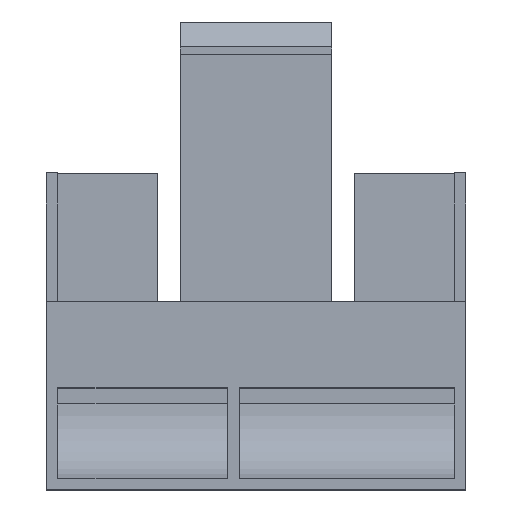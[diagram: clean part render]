
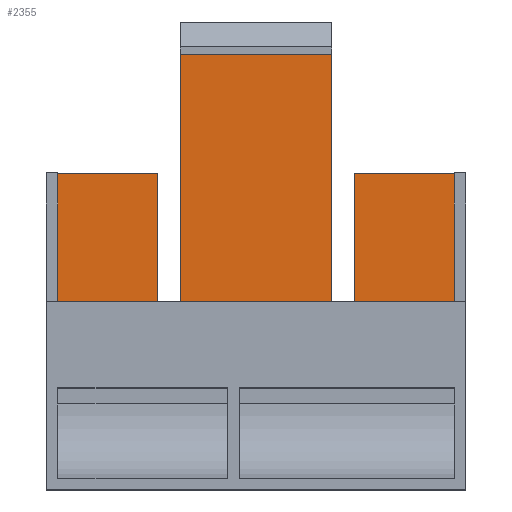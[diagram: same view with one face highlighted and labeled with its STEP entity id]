
A CAD part, top view. The second image highlights one B-rep face of the part: STEP entity #2355.
In plain terms, the highlighted planar face has unit normal (0, 0, 1).
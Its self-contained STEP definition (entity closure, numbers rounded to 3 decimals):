
#7 = DIRECTION ( 'NONE',  ( -1., 0., 0. ) ) ;
#12 = ORIENTED_EDGE ( 'NONE', *, *, #2029, .T. ) ;
#66 = CIRCLE ( 'NONE', #1717, 1.5 ) ;
#179 = DIRECTION ( 'NONE',  ( 1., 0., 0. ) ) ;
#185 = LINE ( 'NONE', #2836, #348 ) ;
#198 = DIRECTION ( 'NONE',  ( 0., -1., 0. ) ) ;
#207 = LINE ( 'NONE', #876, #1716 ) ;
#229 = CARTESIAN_POINT ( 'NONE',  ( -26.25, 0., -11.25 ) ) ;
#237 = EDGE_CURVE ( 'NONE', #346, #718, #66, .T. ) ;
#253 = EDGE_CURVE ( 'NONE', #2580, #2651, #2237, .T. ) ;
#260 = LINE ( 'NONE', #229, #2704 ) ;
#271 = VERTEX_POINT ( 'NONE', #2269 ) ;
#309 = AXIS2_PLACEMENT_3D ( 'NONE', #1436, #1174, #2080 ) ;
#346 = VERTEX_POINT ( 'NONE', #1097 ) ;
#348 = VECTOR ( 'NONE', #362, 1000. ) ;
#362 = DIRECTION ( 'NONE',  ( 0., 1., 0. ) ) ;
#446 = DIRECTION ( 'NONE',  ( -1., 0., 0. ) ) ;
#458 = DIRECTION ( 'NONE',  ( 1., 0., 0. ) ) ;
#469 = DIRECTION ( 'NONE',  ( 1., 0., 0. ) ) ;
#492 = ORIENTED_EDGE ( 'NONE', *, *, #2133, .F. ) ;
#571 = ORIENTED_EDGE ( 'NONE', *, *, #647, .T. ) ;
#647 = EDGE_CURVE ( 'NONE', #2580, #2730, #2689, .T. ) ;
#652 = CARTESIAN_POINT ( 'NONE',  ( -11.5, 9., -11.25 ) ) ;
#674 = ORIENTED_EDGE ( 'NONE', *, *, #1991, .T. ) ;
#676 = LINE ( 'NONE', #2016, #2715 ) ;
#709 = EDGE_CURVE ( 'NONE', #1559, #271, #676, .T. ) ;
#718 = VERTEX_POINT ( 'NONE', #1343 ) ;
#720 = ORIENTED_EDGE ( 'NONE', *, *, #2070, .F. ) ;
#731 = CARTESIAN_POINT ( 'NONE',  ( 26.25, -0.5, -11.25 ) ) ;
#737 = ORIENTED_EDGE ( 'NONE', *, *, #2443, .F. ) ;
#757 = PLANE ( 'NONE',  #309 ) ;
#761 = EDGE_CURVE ( 'NONE', #1284, #2257, #2726, .T. ) ;
#764 = VERTEX_POINT ( 'NONE', #2086 ) ;
#813 = LINE ( 'NONE', #1928, #2437 ) ;
#824 = VECTOR ( 'NONE', #2466, 1000. ) ;
#836 = LINE ( 'NONE', #1767, #2663 ) ;
#867 = EDGE_CURVE ( 'NONE', #2365, #1284, #1821, .T. ) ;
#872 = EDGE_CURVE ( 'NONE', #2789, #1819, #2295, .T. ) ;
#876 = CARTESIAN_POINT ( 'NONE',  ( -26.25, 10., -11.25 ) ) ;
#906 = VECTOR ( 'NONE', #446, 1000. ) ;
#910 = LINE ( 'NONE', #928, #906 ) ;
#914 = CARTESIAN_POINT ( 'NONE',  ( 10., 42.857, -11.25 ) ) ;
#928 = CARTESIAN_POINT ( 'NONE',  ( 10., 42.857, -11.25 ) ) ;
#972 = CARTESIAN_POINT ( 'NONE',  ( -26.25, 27., -11.25 ) ) ;
#996 = CARTESIAN_POINT ( 'NONE',  ( 23.75, -0.5, -11.25 ) ) ;
#1016 = AXIS2_PLACEMENT_3D ( 'NONE', #2366, #1669, #1023 ) ;
#1023 = DIRECTION ( 'NONE',  ( 1., 0., 0. ) ) ;
#1032 = DIRECTION ( 'NONE',  ( 0., -1., 0. ) ) ;
#1095 = CARTESIAN_POINT ( 'NONE',  ( 10., 9., -11.25 ) ) ;
#1097 = CARTESIAN_POINT ( 'NONE',  ( -10., 9., -11.25 ) ) ;
#1139 = DIRECTION ( 'NONE',  ( 0., -1., 0. ) ) ;
#1160 = VERTEX_POINT ( 'NONE', #914 ) ;
#1174 = DIRECTION ( 'NONE',  ( 0., 0., 1. ) ) ;
#1239 = ORIENTED_EDGE ( 'NONE', *, *, #253, .F. ) ;
#1246 = ORIENTED_EDGE ( 'NONE', *, *, #1885, .T. ) ;
#1265 = CARTESIAN_POINT ( 'NONE',  ( 26.25, 27., -11.25 ) ) ;
#1284 = VERTEX_POINT ( 'NONE', #1265 ) ;
#1308 = DIRECTION ( 'NONE',  ( 0., -1., 0. ) ) ;
#1339 = VECTOR ( 'NONE', #2543, 1000. ) ;
#1343 = CARTESIAN_POINT ( 'NONE',  ( -13., 9., -11.25 ) ) ;
#1366 = DIRECTION ( 'NONE',  ( -1., 0., 0. ) ) ;
#1397 = FACE_OUTER_BOUND ( 'NONE', #2270, .T. ) ;
#1417 = CARTESIAN_POINT ( 'NONE',  ( -23.75, 0., -11.25 ) ) ;
#1422 = ORIENTED_EDGE ( 'NONE', *, *, #2136, .F. ) ;
#1436 = CARTESIAN_POINT ( 'NONE',  ( -26.25, 10., -11.25 ) ) ;
#1467 = LINE ( 'NONE', #2154, #2904 ) ;
#1515 = LINE ( 'NONE', #2435, #2523 ) ;
#1516 = ORIENTED_EDGE ( 'NONE', *, *, #237, .T. ) ;
#1548 = ORIENTED_EDGE ( 'NONE', *, *, #867, .F. ) ;
#1559 = VERTEX_POINT ( 'NONE', #972 ) ;
#1561 = ORIENTED_EDGE ( 'NONE', *, *, #2212, .T. ) ;
#1595 = VERTEX_POINT ( 'NONE', #996 ) ;
#1628 = CARTESIAN_POINT ( 'NONE',  ( 26.25, 10., -11.25 ) ) ;
#1669 = DIRECTION ( 'NONE',  ( 0., 0., -1. ) ) ;
#1716 = VECTOR ( 'NONE', #1139, 1000. ) ;
#1717 = AXIS2_PLACEMENT_3D ( 'NONE', #652, #2667, #458 ) ;
#1767 = CARTESIAN_POINT ( 'NONE',  ( -10., 27., -11.25 ) ) ;
#1819 = VERTEX_POINT ( 'NONE', #1095 ) ;
#1821 = LINE ( 'NONE', #2061, #2340 ) ;
#1854 = CARTESIAN_POINT ( 'NONE',  ( 13., 27., -11.25 ) ) ;
#1885 = EDGE_CURVE ( 'NONE', #1559, #2651, #207, .T. ) ;
#1928 = CARTESIAN_POINT ( 'NONE',  ( 23.75, -0.5, -11.25 ) ) ;
#1991 = EDGE_CURVE ( 'NONE', #2365, #2789, #1515, .T. ) ;
#2016 = CARTESIAN_POINT ( 'NONE',  ( 26.25, 27., -11.25 ) ) ;
#2029 = EDGE_CURVE ( 'NONE', #2047, #346, #836, .T. ) ;
#2031 = CARTESIAN_POINT ( 'NONE',  ( -26.25, -0.5, -11.25 ) ) ;
#2045 = EDGE_CURVE ( 'NONE', #718, #271, #185, .T. ) ;
#2047 = VERTEX_POINT ( 'NONE', #2169 ) ;
#2061 = CARTESIAN_POINT ( 'NONE',  ( 26.25, 27., -11.25 ) ) ;
#2070 = EDGE_CURVE ( 'NONE', #2257, #1595, #1467, .T. ) ;
#2080 = DIRECTION ( 'NONE',  ( 1., 0., 0. ) ) ;
#2086 = CARTESIAN_POINT ( 'NONE',  ( 23.75, 0., -11.25 ) ) ;
#2099 = VECTOR ( 'NONE', #7, 1000. ) ;
#2130 = ORIENTED_EDGE ( 'NONE', *, *, #872, .T. ) ;
#2133 = EDGE_CURVE ( 'NONE', #1160, #1819, #2460, .T. ) ;
#2136 = EDGE_CURVE ( 'NONE', #764, #2730, #260, .T. ) ;
#2139 = ORIENTED_EDGE ( 'NONE', *, *, #761, .F. ) ;
#2154 = CARTESIAN_POINT ( 'NONE',  ( 26.25, -0.5, -11.25 ) ) ;
#2169 = CARTESIAN_POINT ( 'NONE',  ( -10., 42.857, -11.25 ) ) ;
#2212 = EDGE_CURVE ( 'NONE', #1160, #2047, #910, .T. ) ;
#2237 = LINE ( 'NONE', #2908, #2099 ) ;
#2241 = CARTESIAN_POINT ( 'NONE',  ( 10., 27., -11.25 ) ) ;
#2257 = VERTEX_POINT ( 'NONE', #731 ) ;
#2269 = CARTESIAN_POINT ( 'NONE',  ( -13., 27., -11.25 ) ) ;
#2270 = EDGE_LOOP ( 'NONE', ( #2831, #2292, #1246, #1239, #571, #1422, #737, #720, #2139, #1548, #674, #2130, #492, #1561, #12, #1516 ) ) ;
#2282 = CARTESIAN_POINT ( 'NONE',  ( -23.75, -0.5, -11.25 ) ) ;
#2292 = ORIENTED_EDGE ( 'NONE', *, *, #709, .F. ) ;
#2295 = CIRCLE ( 'NONE', #1016, 1.5 ) ;
#2331 = VECTOR ( 'NONE', #198, 1000. ) ;
#2340 = VECTOR ( 'NONE', #469, 1000. ) ;
#2355 = ADVANCED_FACE ( 'NONE', ( #1397 ), #757, .T. ) ;
#2365 = VERTEX_POINT ( 'NONE', #1854 ) ;
#2366 = CARTESIAN_POINT ( 'NONE',  ( 11.5, 9., -11.25 ) ) ;
#2376 = DIRECTION ( 'NONE',  ( -1., 0., 0. ) ) ;
#2435 = CARTESIAN_POINT ( 'NONE',  ( 13., 27., -11.25 ) ) ;
#2437 = VECTOR ( 'NONE', #2649, 1000. ) ;
#2443 = EDGE_CURVE ( 'NONE', #1595, #764, #813, .T. ) ;
#2454 = CARTESIAN_POINT ( 'NONE',  ( -23.75, -0.5, -11.25 ) ) ;
#2460 = LINE ( 'NONE', #2241, #2331 ) ;
#2466 = DIRECTION ( 'NONE',  ( 0., 1., 0. ) ) ;
#2523 = VECTOR ( 'NONE', #1032, 1000. ) ;
#2543 = DIRECTION ( 'NONE',  ( 0., -1., 0. ) ) ;
#2580 = VERTEX_POINT ( 'NONE', #2282 ) ;
#2649 = DIRECTION ( 'NONE',  ( 0., 1., 0. ) ) ;
#2651 = VERTEX_POINT ( 'NONE', #2031 ) ;
#2663 = VECTOR ( 'NONE', #1308, 1000. ) ;
#2667 = DIRECTION ( 'NONE',  ( 0., 0., -1. ) ) ;
#2689 = LINE ( 'NONE', #2454, #824 ) ;
#2704 = VECTOR ( 'NONE', #1366, 1000. ) ;
#2715 = VECTOR ( 'NONE', #179, 1000. ) ;
#2726 = LINE ( 'NONE', #1628, #1339 ) ;
#2730 = VERTEX_POINT ( 'NONE', #1417 ) ;
#2789 = VERTEX_POINT ( 'NONE', #2874 ) ;
#2831 = ORIENTED_EDGE ( 'NONE', *, *, #2045, .T. ) ;
#2836 = CARTESIAN_POINT ( 'NONE',  ( -13., 27., -11.25 ) ) ;
#2874 = CARTESIAN_POINT ( 'NONE',  ( 13., 9., -11.25 ) ) ;
#2904 = VECTOR ( 'NONE', #2376, 1000. ) ;
#2908 = CARTESIAN_POINT ( 'NONE',  ( -26.25, -0.5, -11.25 ) ) ;
